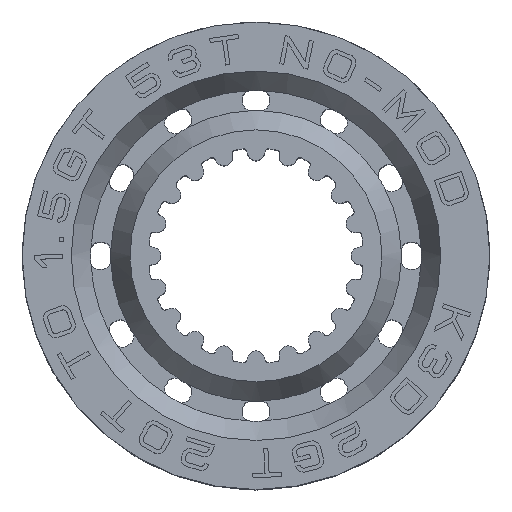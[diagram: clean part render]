
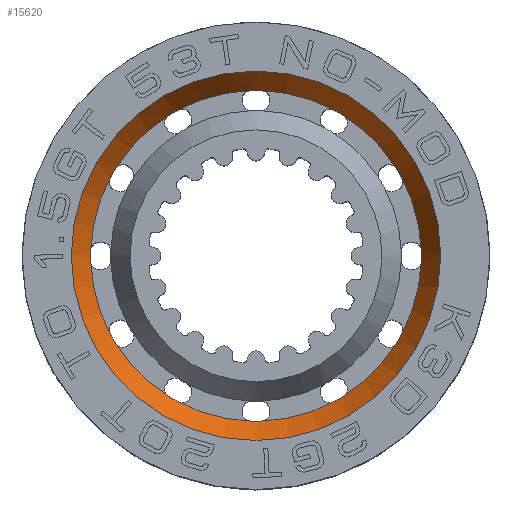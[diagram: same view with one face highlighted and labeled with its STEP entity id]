
A CAD part, top view. The second image highlights one B-rep face of the part: STEP entity #15620.
In plain terms, the highlighted conical face has half-angle 30 degrees and reference radius 11 mm.
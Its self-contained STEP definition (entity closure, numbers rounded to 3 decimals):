
#506=CONICAL_SURFACE('',#17726,11.,0.524);
#6222=ORIENTED_EDGE('',*,*,#9517,.T.);
#6223=ORIENTED_EDGE('',*,*,#7762,.T.);
#6224=ORIENTED_EDGE('',*,*,#8210,.T.);
#6225=ORIENTED_EDGE('',*,*,#7863,.T.);
#6226=ORIENTED_EDGE('',*,*,#8172,.T.);
#6227=ORIENTED_EDGE('',*,*,#7852,.T.);
#6228=ORIENTED_EDGE('',*,*,#8176,.T.);
#6229=ORIENTED_EDGE('',*,*,#7842,.T.);
#6230=ORIENTED_EDGE('',*,*,#8180,.T.);
#6231=ORIENTED_EDGE('',*,*,#7831,.T.);
#6232=ORIENTED_EDGE('',*,*,#8184,.T.);
#6233=ORIENTED_EDGE('',*,*,#7824,.T.);
#6234=ORIENTED_EDGE('',*,*,#8188,.T.);
#6235=ORIENTED_EDGE('',*,*,#7810,.T.);
#6236=ORIENTED_EDGE('',*,*,#8192,.T.);
#6237=ORIENTED_EDGE('',*,*,#7803,.T.);
#6238=ORIENTED_EDGE('',*,*,#8196,.T.);
#6239=ORIENTED_EDGE('',*,*,#7792,.T.);
#6240=ORIENTED_EDGE('',*,*,#8200,.T.);
#6241=ORIENTED_EDGE('',*,*,#7782,.T.);
#6242=ORIENTED_EDGE('',*,*,#8204,.T.);
#6243=ORIENTED_EDGE('',*,*,#7771,.T.);
#6244=ORIENTED_EDGE('',*,*,#8208,.T.);
#6245=ORIENTED_EDGE('',*,*,#7989,.T.);
#6246=ORIENTED_EDGE('',*,*,#8077,.T.);
#7762=EDGE_CURVE('',#10186,#10185,#11557,.F.);
#7771=EDGE_CURVE('',#10194,#10193,#11560,.F.);
#7782=EDGE_CURVE('',#10204,#10203,#11564,.F.);
#7792=EDGE_CURVE('',#10214,#10213,#11567,.F.);
#7803=EDGE_CURVE('',#10224,#10223,#11571,.F.);
#7810=EDGE_CURVE('',#10230,#10229,#11573,.F.);
#7824=EDGE_CURVE('',#10244,#10243,#11578,.F.);
#7831=EDGE_CURVE('',#10250,#10249,#11580,.F.);
#7842=EDGE_CURVE('',#10260,#10259,#11584,.F.);
#7852=EDGE_CURVE('',#10270,#10269,#11587,.F.);
#7863=EDGE_CURVE('',#10280,#10279,#11591,.F.);
#7989=EDGE_CURVE('',#10334,#10333,#11638,.F.);
#8077=EDGE_CURVE('',#10413,#10413,#11644,.T.);
#8172=EDGE_CURVE('',#10279,#10270,#11647,.F.);
#8176=EDGE_CURVE('',#10269,#10260,#11649,.F.);
#8180=EDGE_CURVE('',#10259,#10250,#11651,.F.);
#8184=EDGE_CURVE('',#10249,#10244,#11653,.F.);
#8188=EDGE_CURVE('',#10243,#10230,#11655,.F.);
#8192=EDGE_CURVE('',#10229,#10224,#11657,.F.);
#8196=EDGE_CURVE('',#10223,#10214,#11659,.F.);
#8200=EDGE_CURVE('',#10213,#10204,#11661,.F.);
#8204=EDGE_CURVE('',#10203,#10194,#11663,.F.);
#8208=EDGE_CURVE('',#10193,#10334,#11665,.F.);
#8210=EDGE_CURVE('',#10185,#10280,#11666,.F.);
#9517=EDGE_CURVE('',#10333,#10186,#12534,.F.);
#10185=VERTEX_POINT('',#23840);
#10186=VERTEX_POINT('',#23842);
#10193=VERTEX_POINT('',#23859);
#10194=VERTEX_POINT('',#23861);
#10203=VERTEX_POINT('',#23882);
#10204=VERTEX_POINT('',#23884);
#10213=VERTEX_POINT('',#23904);
#10214=VERTEX_POINT('',#23906);
#10223=VERTEX_POINT('',#23927);
#10224=VERTEX_POINT('',#23929);
#10229=VERTEX_POINT('',#23942);
#10230=VERTEX_POINT('',#23944);
#10243=VERTEX_POINT('',#23972);
#10244=VERTEX_POINT('',#23974);
#10249=VERTEX_POINT('',#23987);
#10250=VERTEX_POINT('',#23989);
#10259=VERTEX_POINT('',#24010);
#10260=VERTEX_POINT('',#24012);
#10269=VERTEX_POINT('',#24032);
#10270=VERTEX_POINT('',#24034);
#10279=VERTEX_POINT('',#24055);
#10280=VERTEX_POINT('',#24057);
#10333=VERTEX_POINT('',#24281);
#10334=VERTEX_POINT('',#24283);
#10413=VERTEX_POINT('',#24685);
#11557=CIRCLE('',#16056,9.845);
#11560=CIRCLE('',#16063,9.845);
#11564=CIRCLE('',#16072,9.845);
#11567=CIRCLE('',#16080,9.845);
#11571=CIRCLE('',#16089,9.845);
#11573=CIRCLE('',#16094,9.845);
#11578=CIRCLE('',#16106,9.845);
#11580=CIRCLE('',#16111,9.845);
#11584=CIRCLE('',#16120,9.845);
#11587=CIRCLE('',#16128,9.845);
#11591=CIRCLE('',#16137,9.845);
#11638=CIRCLE('',#16261,9.845);
#11644=CIRCLE('',#16277,11.);
#11647=CIRCLE('',#16281,9.845);
#11649=CIRCLE('',#16284,9.845);
#11651=CIRCLE('',#16287,9.845);
#11653=CIRCLE('',#16290,9.845);
#11655=CIRCLE('',#16293,9.845);
#11657=CIRCLE('',#16296,9.845);
#11659=CIRCLE('',#16299,9.845);
#11661=CIRCLE('',#16302,9.845);
#11663=CIRCLE('',#16305,9.845);
#11665=CIRCLE('',#16308,9.845);
#11666=CIRCLE('',#16310,9.845);
#12534=CIRCLE('',#17727,9.845);
#13206=EDGE_LOOP('',(#6222,#6223,#6224,#6225,#6226,#6227,#6228,#6229,#6230,
#6231,#6232,#6233,#6234,#6235,#6236,#6237,#6238,#6239,#6240,#6241,#6242,
#6243,#6244,#6245));
#13207=EDGE_LOOP('',(#6246));
#14173=FACE_BOUND('',#13206,.T.);
#14174=FACE_BOUND('',#13207,.T.);
#15620=ADVANCED_FACE('',(#14173,#14174),#506,.F.);
#16056=AXIS2_PLACEMENT_3D('',#23841,#18318,#18319);
#16063=AXIS2_PLACEMENT_3D('',#23860,#18336,#18337);
#16072=AXIS2_PLACEMENT_3D('',#23883,#18358,#18359);
#16080=AXIS2_PLACEMENT_3D('',#23905,#18378,#18379);
#16089=AXIS2_PLACEMENT_3D('',#23928,#18400,#18401);
#16094=AXIS2_PLACEMENT_3D('',#23943,#18414,#18415);
#16106=AXIS2_PLACEMENT_3D('',#23973,#18442,#18443);
#16111=AXIS2_PLACEMENT_3D('',#23988,#18456,#18457);
#16120=AXIS2_PLACEMENT_3D('',#24011,#18478,#18479);
#16128=AXIS2_PLACEMENT_3D('',#24033,#18498,#18499);
#16137=AXIS2_PLACEMENT_3D('',#24056,#18520,#18521);
#16261=AXIS2_PLACEMENT_3D('',#24282,#18816,#18817);
#16277=AXIS2_PLACEMENT_3D('',#24684,#18853,#18854);
#16281=AXIS2_PLACEMENT_3D('',#25208,#18863,#18864);
#16284=AXIS2_PLACEMENT_3D('',#25213,#18871,#18872);
#16287=AXIS2_PLACEMENT_3D('',#25218,#18879,#18880);
#16290=AXIS2_PLACEMENT_3D('',#25223,#18887,#18888);
#16293=AXIS2_PLACEMENT_3D('',#25228,#18895,#18896);
#16296=AXIS2_PLACEMENT_3D('',#25233,#18903,#18904);
#16299=AXIS2_PLACEMENT_3D('',#25238,#18911,#18912);
#16302=AXIS2_PLACEMENT_3D('',#25243,#18919,#18920);
#16305=AXIS2_PLACEMENT_3D('',#25248,#18927,#18928);
#16308=AXIS2_PLACEMENT_3D('',#25253,#18935,#18936);
#16310=AXIS2_PLACEMENT_3D('',#25256,#18940,#18941);
#17726=AXIS2_PLACEMENT_3D('',#27871,#22211,#22212);
#17727=AXIS2_PLACEMENT_3D('',#27872,#22213,#22214);
#18318=DIRECTION('',(0.,0.,1.));
#18319=DIRECTION('',(1.,0.,0.));
#18336=DIRECTION('',(0.,0.,1.));
#18337=DIRECTION('',(1.,0.,0.));
#18358=DIRECTION('',(0.,0.,1.));
#18359=DIRECTION('',(1.,0.,0.));
#18378=DIRECTION('',(0.,0.,1.));
#18379=DIRECTION('',(1.,0.,0.));
#18400=DIRECTION('',(0.,0.,1.));
#18401=DIRECTION('',(1.,0.,0.));
#18414=DIRECTION('',(0.,0.,1.));
#18415=DIRECTION('',(1.,0.,0.));
#18442=DIRECTION('',(0.,0.,1.));
#18443=DIRECTION('',(1.,0.,0.));
#18456=DIRECTION('',(0.,0.,1.));
#18457=DIRECTION('',(1.,0.,0.));
#18478=DIRECTION('',(0.,0.,1.));
#18479=DIRECTION('',(1.,0.,0.));
#18498=DIRECTION('',(0.,0.,1.));
#18499=DIRECTION('',(1.,0.,0.));
#18520=DIRECTION('',(0.,0.,1.));
#18521=DIRECTION('',(1.,0.,0.));
#18816=DIRECTION('',(0.,0.,1.));
#18817=DIRECTION('',(1.,0.,0.));
#18853=DIRECTION('',(0.,0.,1.));
#18854=DIRECTION('',(1.,0.,0.));
#18863=DIRECTION('',(0.,0.,1.));
#18864=DIRECTION('',(1.,0.,0.));
#18871=DIRECTION('',(0.,0.,1.));
#18872=DIRECTION('',(1.,0.,0.));
#18879=DIRECTION('',(0.,0.,1.));
#18880=DIRECTION('',(1.,0.,0.));
#18887=DIRECTION('',(0.,0.,1.));
#18888=DIRECTION('',(1.,0.,0.));
#18895=DIRECTION('',(0.,0.,1.));
#18896=DIRECTION('',(1.,0.,0.));
#18903=DIRECTION('',(0.,0.,1.));
#18904=DIRECTION('',(1.,0.,0.));
#18911=DIRECTION('',(0.,0.,1.));
#18912=DIRECTION('',(1.,0.,0.));
#18919=DIRECTION('',(0.,0.,1.));
#18920=DIRECTION('',(1.,0.,0.));
#18927=DIRECTION('',(0.,0.,1.));
#18928=DIRECTION('',(1.,0.,0.));
#18935=DIRECTION('',(0.,0.,1.));
#18936=DIRECTION('',(1.,0.,0.));
#18940=DIRECTION('',(0.,0.,1.));
#18941=DIRECTION('',(1.,0.,0.));
#22211=DIRECTION('',(0.,0.,1.));
#22212=DIRECTION('',(1.,0.,0.));
#22213=DIRECTION('',(0.,0.,1.));
#22214=DIRECTION('',(1.,0.,0.));
#23840=CARTESIAN_POINT('',(-5.207,-8.355,10.5));
#23841=CARTESIAN_POINT('',(0.,0.,10.5));
#23842=CARTESIAN_POINT('',(-4.632,-8.687,10.5));
#23859=CARTESIAN_POINT('',(4.632,-8.687,10.5));
#23860=CARTESIAN_POINT('',(0.,0.,10.5));
#23861=CARTESIAN_POINT('',(5.207,-8.355,10.5));
#23882=CARTESIAN_POINT('',(8.355,-5.207,10.5));
#23883=CARTESIAN_POINT('',(0.,0.,10.5));
#23884=CARTESIAN_POINT('',(8.687,-4.632,10.5));
#23904=CARTESIAN_POINT('',(9.84,-0.332,10.5));
#23905=CARTESIAN_POINT('',(0.,0.,10.5));
#23906=CARTESIAN_POINT('',(9.84,0.332,10.5));
#23927=CARTESIAN_POINT('',(8.687,4.632,10.5));
#23928=CARTESIAN_POINT('',(0.,0.,10.5));
#23929=CARTESIAN_POINT('',(8.355,5.207,10.5));
#23942=CARTESIAN_POINT('',(5.207,8.355,10.5));
#23943=CARTESIAN_POINT('',(0.,0.,10.5));
#23944=CARTESIAN_POINT('',(4.632,8.687,10.5));
#23972=CARTESIAN_POINT('',(0.332,9.84,10.5));
#23973=CARTESIAN_POINT('',(0.,0.,10.5));
#23974=CARTESIAN_POINT('',(-0.332,9.84,10.5));
#23987=CARTESIAN_POINT('',(-4.632,8.687,10.5));
#23988=CARTESIAN_POINT('',(0.,0.,10.5));
#23989=CARTESIAN_POINT('',(-5.207,8.355,10.5));
#24010=CARTESIAN_POINT('',(-8.355,5.207,10.5));
#24011=CARTESIAN_POINT('',(0.,0.,10.5));
#24012=CARTESIAN_POINT('',(-8.687,4.632,10.5));
#24032=CARTESIAN_POINT('',(-9.84,0.332,10.5));
#24033=CARTESIAN_POINT('',(0.,0.,10.5));
#24034=CARTESIAN_POINT('',(-9.84,-0.332,10.5));
#24055=CARTESIAN_POINT('',(-8.687,-4.632,10.5));
#24056=CARTESIAN_POINT('',(0.,0.,10.5));
#24057=CARTESIAN_POINT('',(-8.355,-5.207,10.5));
#24281=CARTESIAN_POINT('',(-0.332,-9.84,10.5));
#24282=CARTESIAN_POINT('',(0.,0.,10.5));
#24283=CARTESIAN_POINT('',(0.332,-9.84,10.5));
#24684=CARTESIAN_POINT('',(0.,0.,12.5));
#24685=CARTESIAN_POINT('',(11.,0.,12.5));
#25208=CARTESIAN_POINT('',(0.,0.,10.5));
#25213=CARTESIAN_POINT('',(0.,0.,10.5));
#25218=CARTESIAN_POINT('',(0.,0.,10.5));
#25223=CARTESIAN_POINT('',(0.,0.,10.5));
#25228=CARTESIAN_POINT('',(0.,0.,10.5));
#25233=CARTESIAN_POINT('',(0.,0.,10.5));
#25238=CARTESIAN_POINT('',(0.,0.,10.5));
#25243=CARTESIAN_POINT('',(0.,0.,10.5));
#25248=CARTESIAN_POINT('',(0.,0.,10.5));
#25253=CARTESIAN_POINT('',(0.,0.,10.5));
#25256=CARTESIAN_POINT('',(0.,0.,10.5));
#27871=CARTESIAN_POINT('',(0.,0.,12.5));
#27872=CARTESIAN_POINT('',(0.,0.,10.5));
